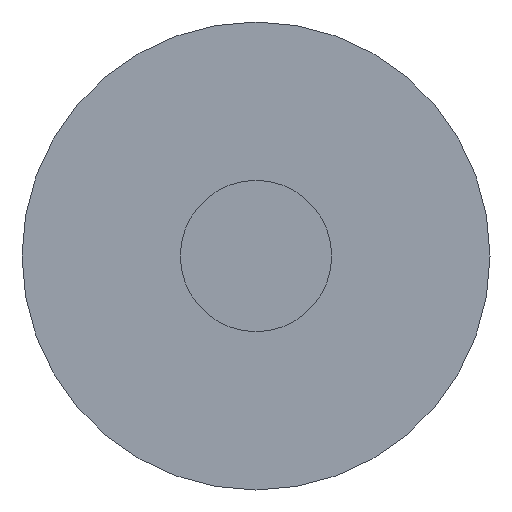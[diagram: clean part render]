
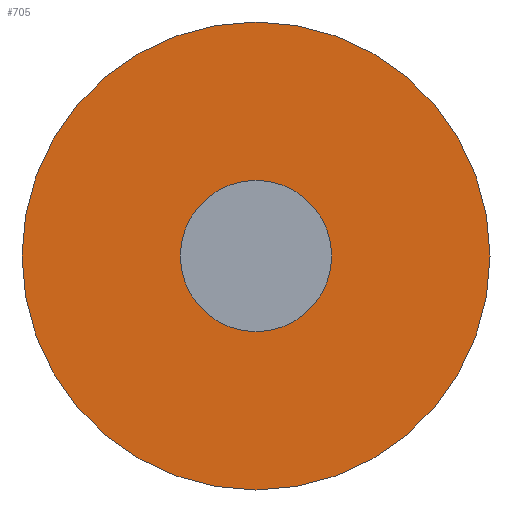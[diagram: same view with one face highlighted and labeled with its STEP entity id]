
A CAD part, front view. The second image highlights one B-rep face of the part: STEP entity #705.
In plain terms, the highlighted planar face has unit normal (0, -1, 0).
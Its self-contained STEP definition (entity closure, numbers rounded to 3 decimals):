
#467=CARTESIAN_POINT('',(0.,0.,0.));
#468=DIRECTION('',(0.,-1.,0.));
#469=DIRECTION('',(-1.,0.,0.));
#470=AXIS2_PLACEMENT_3D('',#467,#468,#469);
#472=CARTESIAN_POINT('',(0.,0.,0.));
#473=DIRECTION('',(0.,-1.,0.));
#474=DIRECTION('',(1.,0.,0.));
#475=AXIS2_PLACEMENT_3D('',#472,#473,#474);
#477=CARTESIAN_POINT('',(0.,0.,0.));
#478=DIRECTION('',(0.,-1.,0.));
#479=DIRECTION('',(-1.,0.,0.));
#480=AXIS2_PLACEMENT_3D('',#477,#478,#479);
#482=CARTESIAN_POINT('',(0.,0.,0.));
#483=DIRECTION('',(0.,-1.,0.));
#484=DIRECTION('',(1.,0.,0.));
#485=AXIS2_PLACEMENT_3D('',#482,#483,#484);
#629=CARTESIAN_POINT('',(10.,0.,0.));
#631=VERTEX_POINT('',#629);
#635=CARTESIAN_POINT('',(-10.,0.,0.));
#636=VERTEX_POINT('',#635);
#669=CARTESIAN_POINT('',(-3.233,0.,0.));
#670=CARTESIAN_POINT('',(3.233,0.,0.));
#671=VERTEX_POINT('',#669);
#672=VERTEX_POINT('',#670);
#689=CARTESIAN_POINT('',(-5.,0.,0.));
#690=DIRECTION('',(0.,1.,0.));
#691=DIRECTION('',(1.,0.,0.));
#692=AXIS2_PLACEMENT_3D('',#689,#690,#691);
#693=PLANE('',#692);
#694=ORIENTED_EDGE('',*,*,#678,.F.);
#696=ORIENTED_EDGE('',*,*,#695,.F.);
#697=EDGE_LOOP('',(#694,#696));
#698=FACE_OUTER_BOUND('',#697,.F.);
#700=ORIENTED_EDGE('',*,*,#699,.T.);
#702=ORIENTED_EDGE('',*,*,#701,.T.);
#703=EDGE_LOOP('',(#700,#702));
#704=FACE_BOUND('',#703,.F.);
#705=ADVANCED_FACE('',(#698,#704),#693,.F.);
#471=CIRCLE('',#470,3.233);
#476=CIRCLE('',#475,3.233);
#481=CIRCLE('',#480,10.);
#486=CIRCLE('',#485,10.);
#678=EDGE_CURVE('',#636,#631,#481,.T.);
#695=EDGE_CURVE('',#631,#636,#486,.T.);
#699=EDGE_CURVE('',#671,#672,#471,.T.);
#701=EDGE_CURVE('',#672,#671,#476,.T.);
